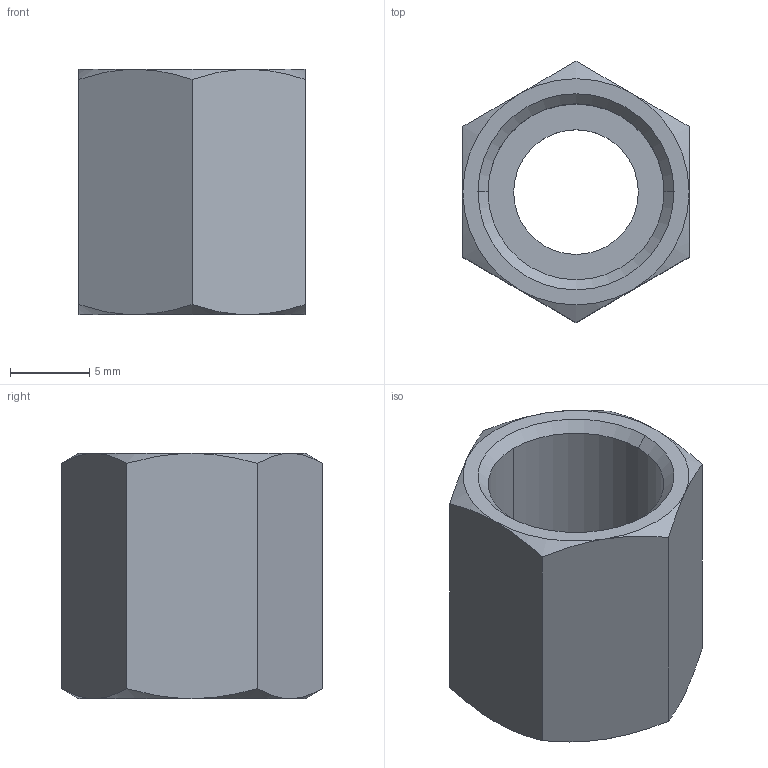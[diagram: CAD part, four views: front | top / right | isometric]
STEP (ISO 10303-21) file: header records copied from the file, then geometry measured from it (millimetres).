
FILE_DESCRIPTION (( 'STEP AP203' ), '1' );
FILE_NAME ('50715K324_NO THREADS_Nut for 1-4 Tube OD 37 Degree Flared Fitting for Stainless Steel Tubing.STEP', '2025-03-18T15:29:34', ( 'Administrator' ), ( 'Managed by Terraform' ), 'SwSTEP 2.0', 'SolidWorks 2017', '' );
FILE_SCHEMA (( 'CONFIG_CONTROL_DESIGN' ));
Length unit declared in the file: inch
Products named in the file (1): 50715K324_NO THREADS_Nut for 1-4 Tube OD 37 Degree Flared Fitting for Stainless Steel Tubing
Bounding box: 14.29 x 16.5 x 15.49 mm (x, y, z)
Volume: 1394.5 mm3; surface area: 1498.7 mm2
Topology: 1 solids, 1 shells, 27 faces, 60 edges, 36 vertices
Faces by surface type: cone 14, plane 9, cylinder 4
Entity records: 913 total; most frequent: CARTESIAN_POINT 260, ORIENTED_EDGE 120, DIRECTION 116, EDGE_CURVE 60, AXIS2_PLACEMENT_3D 52, VERTEX_POINT 36, EDGE_LOOP 30, FACE_OUTER_BOUND 27
